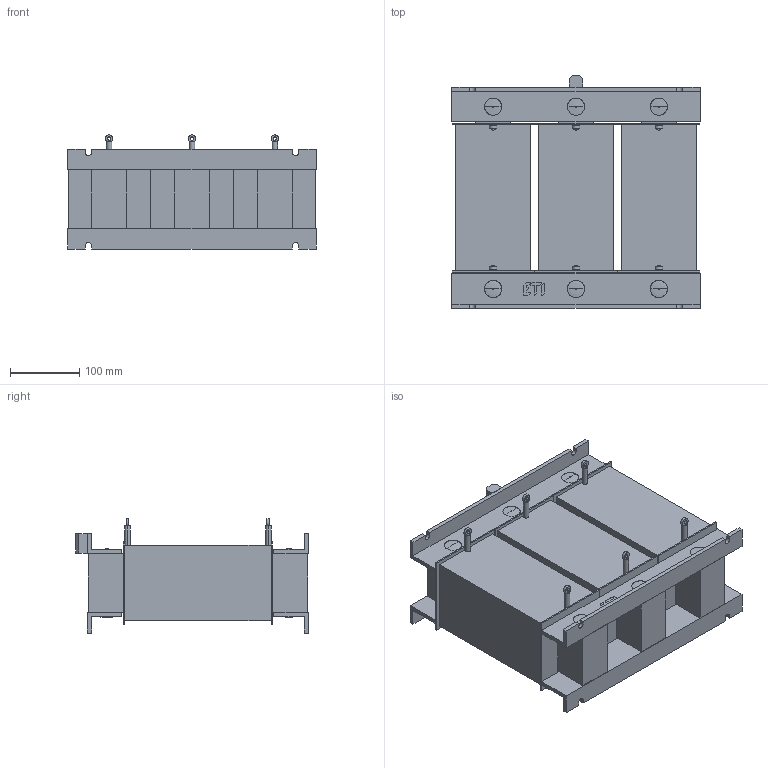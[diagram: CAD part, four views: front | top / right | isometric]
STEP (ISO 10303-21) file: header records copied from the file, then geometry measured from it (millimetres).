
FILE_DESCRIPTION((''),'2;1');
FILE_NAME('ASDADA_ASM','2021-10-29T',('marketing.praksa'),('Audax d.o.o.'),'CREO PARAMETRIC BY PTC INC, 2017480','CREO PARAMETRIC BY PTC INC, 2017480','');
FILE_SCHEMA(('AUTOMOTIVE_DESIGN { 1 0 10303 214 1 1 1 1 }'));
Length unit declared in the file: millimetre
Products named in the file (6): HFL_320X360X160X135X300X9; F1; F2; PRT0031; PRT0032; ASDADA_ASM
Assembly tree (5 placements, depth 2):
  ASDADA_ASM
    HFL_320X360X160X135X300X9
    F1
    F2
    PRT0031
    PRT0032
Bounding box: 360 x 337 x 165.5 mm (x, y, z)
Volume: 9685134.2 mm3; surface area: 901515.5 mm2
Topology: 29 solids, 29 shells, 399 faces, 960 edges, 634 vertices
Faces by surface type: plane 289, cylinder 86, revolution 24
Entity records: 18363 total; most frequent: CARTESIAN_POINT 2428, DIRECTION 2006, ORIENTED_EDGE 1920, PRESENTATION_STYLE_ASSIGNMENT 1412, STYLED_ITEM 1412, CURVE_STYLE 984, EDGE_CURVE 960, VECTOR 662
